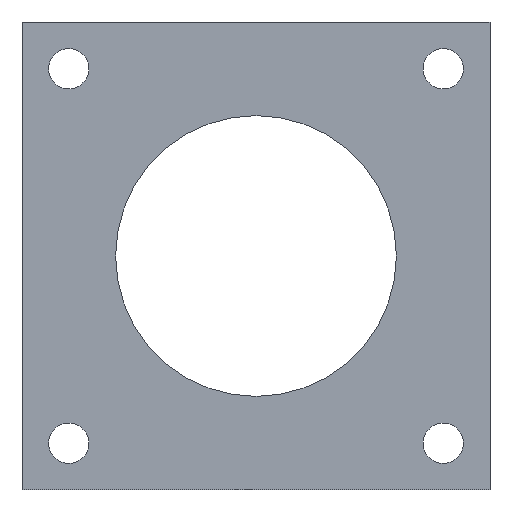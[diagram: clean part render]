
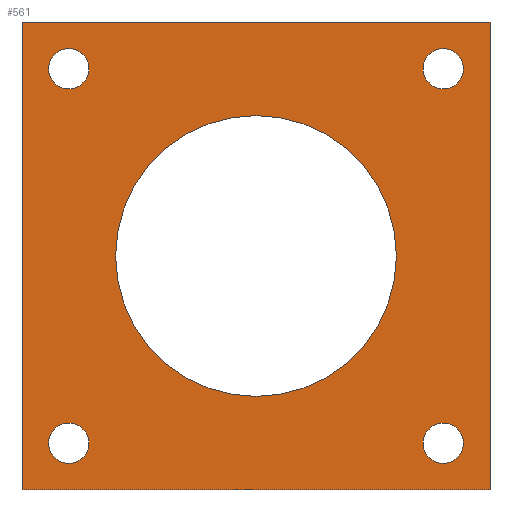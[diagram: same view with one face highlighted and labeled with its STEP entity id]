
A CAD part, front view. The second image highlights one B-rep face of the part: STEP entity #561.
In plain terms, the highlighted planar face has unit normal (0, -1, 0).
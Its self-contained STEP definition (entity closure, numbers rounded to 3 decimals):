
#3 = VERTEX_POINT ( 'NONE', #233 ) ;
#10 = DIRECTION ( 'NONE',  ( 0., 0., 1. ) ) ;
#19 = VERTEX_POINT ( 'NONE', #656 ) ;
#25 = DIRECTION ( 'NONE',  ( 0., 1., 0. ) ) ;
#26 = LINE ( 'NONE', #80, #430 ) ;
#30 = CARTESIAN_POINT ( 'NONE',  ( 25., 0., 25. ) ) ;
#31 = EDGE_LOOP ( 'NONE', ( #421, #187 ) ) ;
#42 = FACE_BOUND ( 'NONE', #201, .T. ) ;
#46 = EDGE_CURVE ( 'NONE', #339, #292, #93, .T. ) ;
#59 = AXIS2_PLACEMENT_3D ( 'NONE', #98, #571, #443 ) ;
#65 = ORIENTED_EDGE ( 'NONE', *, *, #525, .T. ) ;
#70 = CIRCLE ( 'NONE', #105, 15. ) ;
#74 = DIRECTION ( 'NONE',  ( 0., 0., 1. ) ) ;
#80 = CARTESIAN_POINT ( 'NONE',  ( 25., 0., -25. ) ) ;
#85 = AXIS2_PLACEMENT_3D ( 'NONE', #505, #735, #553 ) ;
#92 = EDGE_CURVE ( 'NONE', #742, #595, #195, .T. ) ;
#93 = CIRCLE ( 'NONE', #427, 2.15 ) ;
#94 = FACE_OUTER_BOUND ( 'NONE', #120, .T. ) ;
#96 = VERTEX_POINT ( 'NONE', #672 ) ;
#97 = AXIS2_PLACEMENT_3D ( 'NONE', #378, #731, #502 ) ;
#98 = CARTESIAN_POINT ( 'NONE',  ( -20., 0., 20. ) ) ;
#104 = DIRECTION ( 'NONE',  ( 0., 1., 0. ) ) ;
#105 = AXIS2_PLACEMENT_3D ( 'NONE', #685, #152, #753 ) ;
#109 = DIRECTION ( 'NONE',  ( 0., 0., 1. ) ) ;
#110 = VERTEX_POINT ( 'NONE', #140 ) ;
#120 = EDGE_LOOP ( 'NONE', ( #283, #747, #581, #134 ) ) ;
#133 = DIRECTION ( 'NONE',  ( 0., 1., 0. ) ) ;
#134 = ORIENTED_EDGE ( 'NONE', *, *, #752, .F. ) ;
#140 = CARTESIAN_POINT ( 'NONE',  ( -20., 0., -22.15 ) ) ;
#146 = EDGE_LOOP ( 'NONE', ( #265, #592 ) ) ;
#152 = DIRECTION ( 'NONE',  ( 0., 1., 0. ) ) ;
#161 = CIRCLE ( 'NONE', #249, 2.15 ) ;
#176 = VERTEX_POINT ( 'NONE', #347 ) ;
#178 = LINE ( 'NONE', #541, #472 ) ;
#186 = AXIS2_PLACEMENT_3D ( 'NONE', #688, #693, #465 ) ;
#187 = ORIENTED_EDGE ( 'NONE', *, *, #214, .T. ) ;
#194 = ORIENTED_EDGE ( 'NONE', *, *, #474, .T. ) ;
#195 = CIRCLE ( 'NONE', #59, 2.15 ) ;
#201 = EDGE_LOOP ( 'NONE', ( #65, #684 ) ) ;
#204 = ORIENTED_EDGE ( 'NONE', *, *, #46, .T. ) ;
#214 = EDGE_CURVE ( 'NONE', #595, #742, #484, .T. ) ;
#218 = DIRECTION ( 'NONE',  ( 0., 0., 1. ) ) ;
#219 = VERTEX_POINT ( 'NONE', #695 ) ;
#224 = AXIS2_PLACEMENT_3D ( 'NONE', #519, #226, #460 ) ;
#226 = DIRECTION ( 'NONE',  ( 0., 1., 0. ) ) ;
#230 = CARTESIAN_POINT ( 'NONE',  ( -20., 0., 17.85 ) ) ;
#233 = CARTESIAN_POINT ( 'NONE',  ( 0., 0., -15. ) ) ;
#249 = AXIS2_PLACEMENT_3D ( 'NONE', #654, #590, #10 ) ;
#258 = DIRECTION ( 'NONE',  ( 0., 0., -1. ) ) ;
#259 = EDGE_LOOP ( 'NONE', ( #204, #463 ) ) ;
#263 = DIRECTION ( 'NONE',  ( 0., 0., 1. ) ) ;
#265 = ORIENTED_EDGE ( 'NONE', *, *, #572, .T. ) ;
#266 = EDGE_CURVE ( 'NONE', #482, #19, #598, .T. ) ;
#273 = FACE_BOUND ( 'NONE', #146, .T. ) ;
#283 = ORIENTED_EDGE ( 'NONE', *, *, #266, .F. ) ;
#292 = VERTEX_POINT ( 'NONE', #714 ) ;
#328 = VERTEX_POINT ( 'NONE', #536 ) ;
#337 = FACE_BOUND ( 'NONE', #259, .T. ) ;
#339 = VERTEX_POINT ( 'NONE', #417 ) ;
#347 = CARTESIAN_POINT ( 'NONE',  ( -20., 0., -17.85 ) ) ;
#355 = DIRECTION ( 'NONE',  ( 1., 0., 0. ) ) ;
#370 = EDGE_CURVE ( 'NONE', #292, #339, #161, .T. ) ;
#378 = CARTESIAN_POINT ( 'NONE',  ( -20., 0., -20. ) ) ;
#396 = AXIS2_PLACEMENT_3D ( 'NONE', #580, #737, #218 ) ;
#404 = FACE_BOUND ( 'NONE', #31, .T. ) ;
#407 = EDGE_CURVE ( 'NONE', #409, #96, #26, .T. ) ;
#409 = VERTEX_POINT ( 'NONE', #30 ) ;
#410 = EDGE_LOOP ( 'NONE', ( #583, #194 ) ) ;
#417 = CARTESIAN_POINT ( 'NONE',  ( 20., 0., -17.85 ) ) ;
#421 = ORIENTED_EDGE ( 'NONE', *, *, #92, .T. ) ;
#427 = AXIS2_PLACEMENT_3D ( 'NONE', #733, #25, #723 ) ;
#428 = VERTEX_POINT ( 'NONE', #494 ) ;
#430 = VECTOR ( 'NONE', #258, 1000. ) ;
#443 = DIRECTION ( 'NONE',  ( 0., 0., 1. ) ) ;
#458 = LINE ( 'NONE', #744, #666 ) ;
#460 = DIRECTION ( 'NONE',  ( 0., 0., 1. ) ) ;
#463 = ORIENTED_EDGE ( 'NONE', *, *, #370, .T. ) ;
#465 = DIRECTION ( 'NONE',  ( 0., 0., 1. ) ) ;
#472 = VECTOR ( 'NONE', #355, 1000. ) ;
#474 = EDGE_CURVE ( 'NONE', #3, #328, #678, .T. ) ;
#482 = VERTEX_POINT ( 'NONE', #669 ) ;
#484 = CIRCLE ( 'NONE', #224, 2.15 ) ;
#485 = CIRCLE ( 'NONE', #97, 2.15 ) ;
#494 = CARTESIAN_POINT ( 'NONE',  ( 20., 0., 17.85 ) ) ;
#502 = DIRECTION ( 'NONE',  ( 0., 0., 1. ) ) ;
#505 = CARTESIAN_POINT ( 'NONE',  ( 0., 0., 0. ) ) ;
#507 = EDGE_CURVE ( 'NONE', #110, #176, #485, .T. ) ;
#519 = CARTESIAN_POINT ( 'NONE',  ( -20., 0., 20. ) ) ;
#521 = VECTOR ( 'NONE', #74, 1000. ) ;
#522 = CIRCLE ( 'NONE', #396, 2.15 ) ;
#523 = DIRECTION ( 'NONE',  ( -1., 0., 0. ) ) ;
#525 = EDGE_CURVE ( 'NONE', #219, #428, #749, .T. ) ;
#530 = CIRCLE ( 'NONE', #588, 2.15 ) ;
#536 = CARTESIAN_POINT ( 'NONE',  ( 0., 0., 15. ) ) ;
#541 = CARTESIAN_POINT ( 'NONE',  ( -25., 0., 25. ) ) ;
#546 = EDGE_CURVE ( 'NONE', #428, #219, #522, .T. ) ;
#552 = AXIS2_PLACEMENT_3D ( 'NONE', #664, #133, #263 ) ;
#553 = DIRECTION ( 'NONE',  ( 0., 0., 1. ) ) ;
#556 = EDGE_CURVE ( 'NONE', #96, #482, #458, .T. ) ;
#561 = ADVANCED_FACE ( 'NONE', ( #624, #273, #337, #42, #404, #94 ), #573, .F. ) ;
#571 = DIRECTION ( 'NONE',  ( 0., 1., 0. ) ) ;
#572 = EDGE_CURVE ( 'NONE', #176, #110, #530, .T. ) ;
#573 = PLANE ( 'NONE',  #186 ) ;
#580 = CARTESIAN_POINT ( 'NONE',  ( 20., 0., 20. ) ) ;
#581 = ORIENTED_EDGE ( 'NONE', *, *, #407, .F. ) ;
#583 = ORIENTED_EDGE ( 'NONE', *, *, #641, .T. ) ;
#588 = AXIS2_PLACEMENT_3D ( 'NONE', #640, #104, #109 ) ;
#590 = DIRECTION ( 'NONE',  ( 0., 1., 0. ) ) ;
#592 = ORIENTED_EDGE ( 'NONE', *, *, #507, .T. ) ;
#594 = CARTESIAN_POINT ( 'NONE',  ( -20., 0., 22.15 ) ) ;
#595 = VERTEX_POINT ( 'NONE', #230 ) ;
#598 = LINE ( 'NONE', #704, #521 ) ;
#624 = FACE_BOUND ( 'NONE', #410, .T. ) ;
#640 = CARTESIAN_POINT ( 'NONE',  ( -20., 0., -20. ) ) ;
#641 = EDGE_CURVE ( 'NONE', #328, #3, #70, .T. ) ;
#654 = CARTESIAN_POINT ( 'NONE',  ( 20., 0., -20. ) ) ;
#656 = CARTESIAN_POINT ( 'NONE',  ( -25., 0., 25. ) ) ;
#664 = CARTESIAN_POINT ( 'NONE',  ( 20., 0., 20. ) ) ;
#666 = VECTOR ( 'NONE', #523, 1000. ) ;
#669 = CARTESIAN_POINT ( 'NONE',  ( -25., 0., -25. ) ) ;
#672 = CARTESIAN_POINT ( 'NONE',  ( 25., 0., -25. ) ) ;
#678 = CIRCLE ( 'NONE', #85, 15. ) ;
#684 = ORIENTED_EDGE ( 'NONE', *, *, #546, .T. ) ;
#685 = CARTESIAN_POINT ( 'NONE',  ( 0., 0., 0. ) ) ;
#688 = CARTESIAN_POINT ( 'NONE',  ( 0., 0., 0. ) ) ;
#693 = DIRECTION ( 'NONE',  ( 0., 1., 0. ) ) ;
#695 = CARTESIAN_POINT ( 'NONE',  ( 20., 0., 22.15 ) ) ;
#704 = CARTESIAN_POINT ( 'NONE',  ( -25., 0., -25. ) ) ;
#714 = CARTESIAN_POINT ( 'NONE',  ( 20., 0., -22.15 ) ) ;
#723 = DIRECTION ( 'NONE',  ( 0., 0., 1. ) ) ;
#731 = DIRECTION ( 'NONE',  ( 0., 1., 0. ) ) ;
#733 = CARTESIAN_POINT ( 'NONE',  ( 20., 0., -20. ) ) ;
#735 = DIRECTION ( 'NONE',  ( 0., 1., 0. ) ) ;
#737 = DIRECTION ( 'NONE',  ( 0., 1., 0. ) ) ;
#742 = VERTEX_POINT ( 'NONE', #594 ) ;
#744 = CARTESIAN_POINT ( 'NONE',  ( -25., 0., -25. ) ) ;
#747 = ORIENTED_EDGE ( 'NONE', *, *, #556, .F. ) ;
#749 = CIRCLE ( 'NONE', #552, 2.15 ) ;
#752 = EDGE_CURVE ( 'NONE', #19, #409, #178, .T. ) ;
#753 = DIRECTION ( 'NONE',  ( 0., 0., 1. ) ) ;
